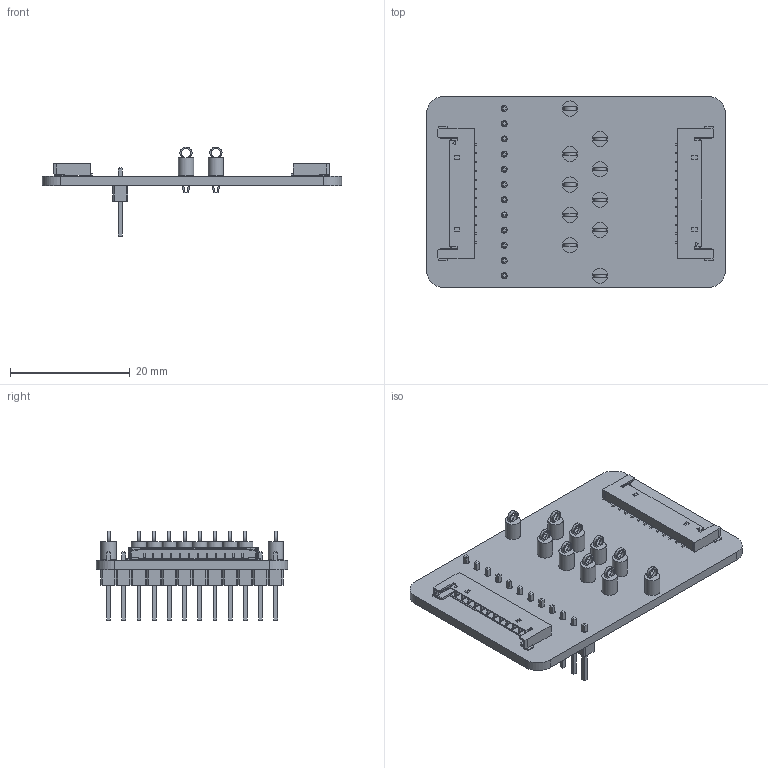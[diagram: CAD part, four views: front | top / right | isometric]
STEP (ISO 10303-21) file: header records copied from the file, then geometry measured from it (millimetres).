
FILE_DESCRIPTION(('KiCad electronic assembly'),'2;1');
FILE_NAME('system_bus_breakout_board.step','2025-05-28T14:47:37',( 'Pcbnew'),('Kicad'),'Open CASCADE STEP processor 7.6', 'KiCad to STEP converter','Unknown');
FILE_SCHEMA(('AUTOMOTIVE_DESIGN { 1 0 10303 214 1 1 1 1 }'));
Length unit declared in the file: millimetre
Products named in the file (8): system_bus_breakout_board 1; Keystone_5000; 5001; Molex_504050-1291; 5040501291; PinHeader_1x12_P2.54mm_Vertical; PinHeader_1x12_P254mm_Vertical; _autosave-system_bus_breakout_board_PCB
Assembly tree (17 placements, depth 3):
  system_bus_breakout_board 1
    Keystone_5000  x10
      5001
    Molex_504050-1291  x2
      5040501291
    PinHeader_1x12_P2.54mm_Vertical
      PinHeader_1x12_P254mm_Vertical
    _autosave-system_bus_breakout_board_PCB
Bounding box: 50 x 32 x 15.04 mm (x, y, z)
Volume: 3145.9 mm3; surface area: 5641.8 mm2
Topology: 14 solids, 14 shells, 1474 faces, 3976 edges, 2692 vertices
Faces by surface type: plane 1194, cylinder 232, sphere 48
Full cylindrical faces by diameter (mm): 1 x12, 1.02 x10, 2.54 x10
Entity records: 27347 total; most frequent: CARTESIAN_POINT 4472, ORIENTED_EDGE 4248, DIRECTION 4079, EDGE_CURVE 2124, LINE 1945, VECTOR 1945, VERTEX_POINT 1346, AXIS2_PLACEMENT_3D 1067
